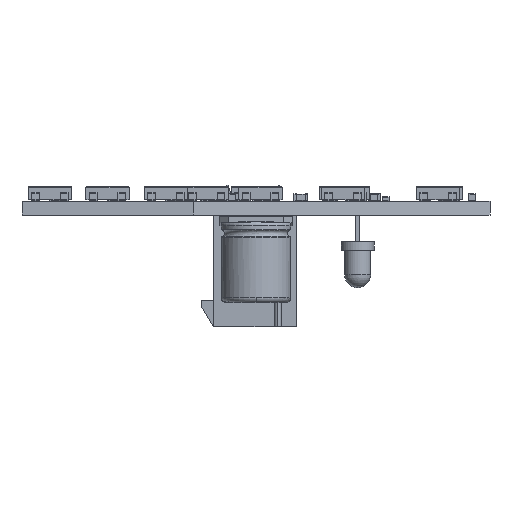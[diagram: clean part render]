
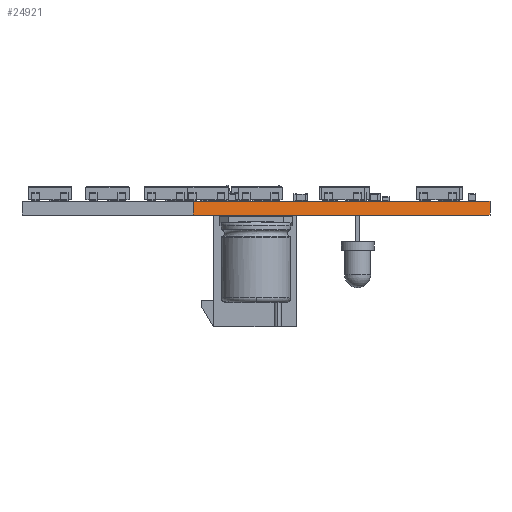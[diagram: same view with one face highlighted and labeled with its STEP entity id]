
A CAD part, left-side view. The second image highlights one B-rep face of the part: STEP entity #24921.
In plain terms, the highlighted planar face has unit normal (-0.869, -0.496, 0).
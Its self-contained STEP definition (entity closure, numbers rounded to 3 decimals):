
#23567 = PLANE('',#23568);
#23568 = AXIS2_PLACEMENT_3D('',#23569,#23570,#23571);
#23569 = CARTESIAN_POINT('',(-1.698,-4.497,1.6));
#23570 = DIRECTION('',(0.,0.,1.));
#23571 = DIRECTION('',(1.,0.,0.));
#23595 = PLANE('',#23596);
#23596 = AXIS2_PLACEMENT_3D('',#23597,#23598,#23599);
#23597 = CARTESIAN_POINT('',(-66.561,26.911,0.));
#23598 = DIRECTION('',(1.,0.,0.));
#23599 = DIRECTION('',(0.,-1.,0.));
#23621 = PLANE('',#23622);
#23622 = AXIS2_PLACEMENT_3D('',#23623,#23624,#23625);
#23623 = CARTESIAN_POINT('',(-1.698,-4.497,0.));
#23624 = DIRECTION('',(0.,0.,1.));
#23625 = DIRECTION('',(1.,0.,0.));
#23716 = VERTEX_POINT('',#23717);
#23717 = CARTESIAN_POINT('',(-66.561,7.226,1.6));
#23738 = EDGE_CURVE('',#23739,#23716,#23741,.T.);
#23739 = VERTEX_POINT('',#23740);
#23740 = CARTESIAN_POINT('',(-66.561,7.226,0.));
#23741 = SURFACE_CURVE('',#23742,(#23746,#23753),.PCURVE_S1.);
#23742 = LINE('',#23743,#23744);
#23743 = CARTESIAN_POINT('',(-66.561,7.226,0.));
#23744 = VECTOR('',#23745,1.);
#23745 = DIRECTION('',(0.,0.,1.));
#23746 = PCURVE('',#23595,#23747);
#23747 = DEFINITIONAL_REPRESENTATION('',(#23748),#23752);
#23748 = LINE('',#23749,#23750);
#23749 = CARTESIAN_POINT('',(19.685,0.));
#23750 = VECTOR('',#23751,1.);
#23751 = DIRECTION('',(0.,-1.));
#23752 = ( GEOMETRIC_REPRESENTATION_CONTEXT(2) 
PARAMETRIC_REPRESENTATION_CONTEXT() REPRESENTATION_CONTEXT('2D SPACE',''
  ) );
#23753 = PCURVE('',#23754,#23759);
#23754 = PLANE('',#23755);
#23755 = AXIS2_PLACEMENT_3D('',#23756,#23757,#23758);
#23756 = CARTESIAN_POINT('',(-66.561,7.226,0.));
#23757 = DIRECTION('',(0.869,0.496,0.));
#23758 = DIRECTION('',(0.496,-0.869,0.));
#23759 = DEFINITIONAL_REPRESENTATION('',(#23760),#23764);
#23760 = LINE('',#23761,#23762);
#23761 = CARTESIAN_POINT('',(0.,0.));
#23762 = VECTOR('',#23763,1.);
#23763 = DIRECTION('',(0.,-1.));
#23764 = ( GEOMETRIC_REPRESENTATION_CONTEXT(2) 
PARAMETRIC_REPRESENTATION_CONTEXT() REPRESENTATION_CONTEXT('2D SPACE',''
  ) );
#23792 = EDGE_CURVE('',#23739,#23793,#23795,.T.);
#23793 = VERTEX_POINT('',#23794);
#23794 = CARTESIAN_POINT('',(-47.079,-26.911,0.));
#23795 = SURFACE_CURVE('',#23796,(#23800,#23807),.PCURVE_S1.);
#23796 = LINE('',#23797,#23798);
#23797 = CARTESIAN_POINT('',(-66.561,7.226,0.));
#23798 = VECTOR('',#23799,1.);
#23799 = DIRECTION('',(0.496,-0.869,0.));
#23800 = PCURVE('',#23621,#23801);
#23801 = DEFINITIONAL_REPRESENTATION('',(#23802),#23806);
#23802 = LINE('',#23803,#23804);
#23803 = CARTESIAN_POINT('',(-64.863,11.724));
#23804 = VECTOR('',#23805,1.);
#23805 = DIRECTION('',(0.496,-0.869));
#23806 = ( GEOMETRIC_REPRESENTATION_CONTEXT(2) 
PARAMETRIC_REPRESENTATION_CONTEXT() REPRESENTATION_CONTEXT('2D SPACE',''
  ) );
#23807 = PCURVE('',#23754,#23808);
#23808 = DEFINITIONAL_REPRESENTATION('',(#23809),#23813);
#23809 = LINE('',#23810,#23811);
#23810 = CARTESIAN_POINT('',(0.,0.));
#23811 = VECTOR('',#23812,1.);
#23812 = DIRECTION('',(1.,0.));
#23813 = ( GEOMETRIC_REPRESENTATION_CONTEXT(2) 
PARAMETRIC_REPRESENTATION_CONTEXT() REPRESENTATION_CONTEXT('2D SPACE',''
  ) );
#23831 = PLANE('',#23832);
#23832 = AXIS2_PLACEMENT_3D('',#23833,#23834,#23835);
#23833 = CARTESIAN_POINT('',(-47.079,-26.911,0.));
#23834 = DIRECTION('',(-0.002,1.,0.));
#23835 = DIRECTION('',(1.,0.002,0.));
#24391 = EDGE_CURVE('',#23716,#24392,#24394,.T.);
#24392 = VERTEX_POINT('',#24393);
#24393 = CARTESIAN_POINT('',(-47.079,-26.911,1.6));
#24394 = SURFACE_CURVE('',#24395,(#24399,#24406),.PCURVE_S1.);
#24395 = LINE('',#24396,#24397);
#24396 = CARTESIAN_POINT('',(-66.561,7.226,1.6));
#24397 = VECTOR('',#24398,1.);
#24398 = DIRECTION('',(0.496,-0.869,0.));
#24399 = PCURVE('',#23567,#24400);
#24400 = DEFINITIONAL_REPRESENTATION('',(#24401),#24405);
#24401 = LINE('',#24402,#24403);
#24402 = CARTESIAN_POINT('',(-64.863,11.724));
#24403 = VECTOR('',#24404,1.);
#24404 = DIRECTION('',(0.496,-0.869));
#24405 = ( GEOMETRIC_REPRESENTATION_CONTEXT(2) 
PARAMETRIC_REPRESENTATION_CONTEXT() REPRESENTATION_CONTEXT('2D SPACE',''
  ) );
#24406 = PCURVE('',#23754,#24407);
#24407 = DEFINITIONAL_REPRESENTATION('',(#24408),#24412);
#24408 = LINE('',#24409,#24410);
#24409 = CARTESIAN_POINT('',(0.,-1.6));
#24410 = VECTOR('',#24411,1.);
#24411 = DIRECTION('',(1.,0.));
#24412 = ( GEOMETRIC_REPRESENTATION_CONTEXT(2) 
PARAMETRIC_REPRESENTATION_CONTEXT() REPRESENTATION_CONTEXT('2D SPACE',''
  ) );
#24921 = ADVANCED_FACE('',(#24922),#23754,.F.);
#24922 = FACE_BOUND('',#24923,.F.);
#24923 = EDGE_LOOP('',(#24924,#24925,#24926,#24947));
#24924 = ORIENTED_EDGE('',*,*,#23738,.T.);
#24925 = ORIENTED_EDGE('',*,*,#24391,.T.);
#24926 = ORIENTED_EDGE('',*,*,#24927,.F.);
#24927 = EDGE_CURVE('',#23793,#24392,#24928,.T.);
#24928 = SURFACE_CURVE('',#24929,(#24933,#24940),.PCURVE_S1.);
#24929 = LINE('',#24930,#24931);
#24930 = CARTESIAN_POINT('',(-47.079,-26.911,0.));
#24931 = VECTOR('',#24932,1.);
#24932 = DIRECTION('',(0.,0.,1.));
#24933 = PCURVE('',#23754,#24934);
#24934 = DEFINITIONAL_REPRESENTATION('',(#24935),#24939);
#24935 = LINE('',#24936,#24937);
#24936 = CARTESIAN_POINT('',(39.305,0.));
#24937 = VECTOR('',#24938,1.);
#24938 = DIRECTION('',(0.,-1.));
#24939 = ( GEOMETRIC_REPRESENTATION_CONTEXT(2) 
PARAMETRIC_REPRESENTATION_CONTEXT() REPRESENTATION_CONTEXT('2D SPACE',''
  ) );
#24940 = PCURVE('',#23831,#24941);
#24941 = DEFINITIONAL_REPRESENTATION('',(#24942),#24946);
#24942 = LINE('',#24943,#24944);
#24943 = CARTESIAN_POINT('',(0.,0.));
#24944 = VECTOR('',#24945,1.);
#24945 = DIRECTION('',(0.,-1.));
#24946 = ( GEOMETRIC_REPRESENTATION_CONTEXT(2) 
PARAMETRIC_REPRESENTATION_CONTEXT() REPRESENTATION_CONTEXT('2D SPACE',''
  ) );
#24947 = ORIENTED_EDGE('',*,*,#23792,.F.);
